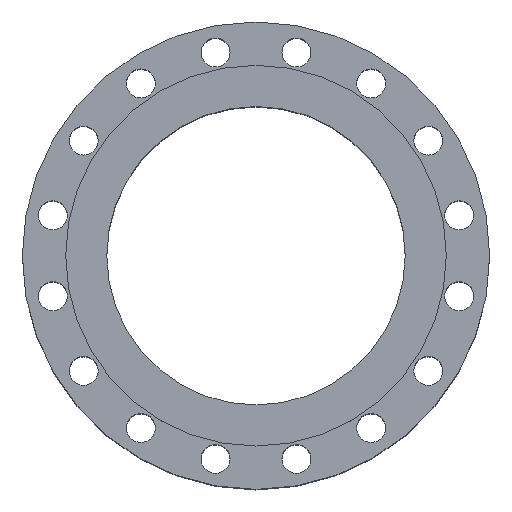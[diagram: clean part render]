
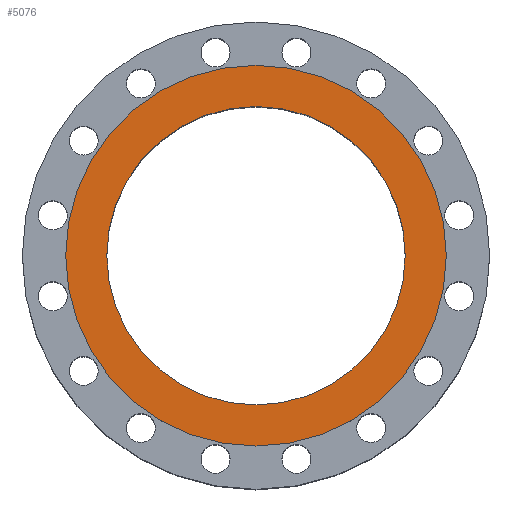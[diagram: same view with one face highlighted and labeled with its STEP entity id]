
A CAD part, top view. The second image highlights one B-rep face of the part: STEP entity #5076.
In plain terms, the highlighted planar face has unit normal (0, 0, 1).
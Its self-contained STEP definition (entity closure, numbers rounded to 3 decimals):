
#373 = CARTESIAN_POINT ( 'NONE',  ( -154.85, 0., 0. ) ) ;
#726 = VERTEX_POINT ( 'NONE', #20550 ) ;
#1958 = EDGE_CURVE ( 'NONE', #17567, #726, #6026, .T. ) ;
#3974 = CIRCLE ( 'NONE', #29615, 154.85 ) ;
#4133 = ORIENTED_EDGE ( 'NONE', *, *, #26637, .T. ) ;
#5076 = ADVANCED_FACE ( 'NONE', ( #18790, #16271 ), #9235, .F. ) ;
#5423 = AXIS2_PLACEMENT_3D ( 'NONE', #23948, #11250, #24622 ) ;
#5508 = AXIS2_PLACEMENT_3D ( 'NONE', #9165, #26560, #19382 ) ;
#5876 = EDGE_LOOP ( 'NONE', ( #23531, #4133 ) ) ;
#5907 = DIRECTION ( 'NONE',  ( 1., 0., 0. ) ) ;
#6026 = CIRCLE ( 'NONE', #5508, 197.5 ) ;
#6745 = CARTESIAN_POINT ( 'NONE',  ( 154.85, 0., 0. ) ) ;
#7818 = VERTEX_POINT ( 'NONE', #6745 ) ;
#8109 = CARTESIAN_POINT ( 'NONE',  ( 197.5, 0., 0. ) ) ;
#8131 = EDGE_CURVE ( 'NONE', #7818, #23429, #3974, .T. ) ;
#8413 = DIRECTION ( 'NONE',  ( 0., 0., 1. ) ) ;
#8589 = CARTESIAN_POINT ( 'NONE',  ( 0., 0., 0. ) ) ;
#9165 = CARTESIAN_POINT ( 'NONE',  ( 0., 0., 0. ) ) ;
#9235 = PLANE ( 'NONE',  #5423 ) ;
#9723 = CARTESIAN_POINT ( 'NONE',  ( 0., 0., 0. ) ) ;
#11250 = DIRECTION ( 'NONE',  ( 0., 0., -1. ) ) ;
#11709 = CIRCLE ( 'NONE', #30931, 154.85 ) ;
#15418 = AXIS2_PLACEMENT_3D ( 'NONE', #21691, #22362, #31898 ) ;
#15964 = CIRCLE ( 'NONE', #15418, 197.5 ) ;
#16271 = FACE_OUTER_BOUND ( 'NONE', #5876, .T. ) ;
#17567 = VERTEX_POINT ( 'NONE', #8109 ) ;
#18790 = FACE_BOUND ( 'NONE', #29484, .T. ) ;
#19382 = DIRECTION ( 'NONE',  ( 1., 0., 0. ) ) ;
#19934 = DIRECTION ( 'NONE',  ( 0., 0., 1. ) ) ;
#20424 = DIRECTION ( 'NONE',  ( 1., 0., 0. ) ) ;
#20535 = ORIENTED_EDGE ( 'NONE', *, *, #27684, .F. ) ;
#20550 = CARTESIAN_POINT ( 'NONE',  ( -197.5, 0., 0. ) ) ;
#21691 = CARTESIAN_POINT ( 'NONE',  ( 0., 0., 0. ) ) ;
#22098 = ORIENTED_EDGE ( 'NONE', *, *, #8131, .F. ) ;
#22362 = DIRECTION ( 'NONE',  ( 0., 0., 1. ) ) ;
#23429 = VERTEX_POINT ( 'NONE', #373 ) ;
#23531 = ORIENTED_EDGE ( 'NONE', *, *, #1958, .T. ) ;
#23948 = CARTESIAN_POINT ( 'NONE',  ( 0., 197.5, 0. ) ) ;
#24622 = DIRECTION ( 'NONE',  ( -1., 0., 0. ) ) ;
#26560 = DIRECTION ( 'NONE',  ( 0., 0., 1. ) ) ;
#26637 = EDGE_CURVE ( 'NONE', #726, #17567, #15964, .T. ) ;
#27684 = EDGE_CURVE ( 'NONE', #23429, #7818, #11709, .T. ) ;
#29484 = EDGE_LOOP ( 'NONE', ( #22098, #20535 ) ) ;
#29615 = AXIS2_PLACEMENT_3D ( 'NONE', #9723, #19934, #20424 ) ;
#30931 = AXIS2_PLACEMENT_3D ( 'NONE', #8589, #8413, #5907 ) ;
#31898 = DIRECTION ( 'NONE',  ( 1., 0., 0. ) ) ;
